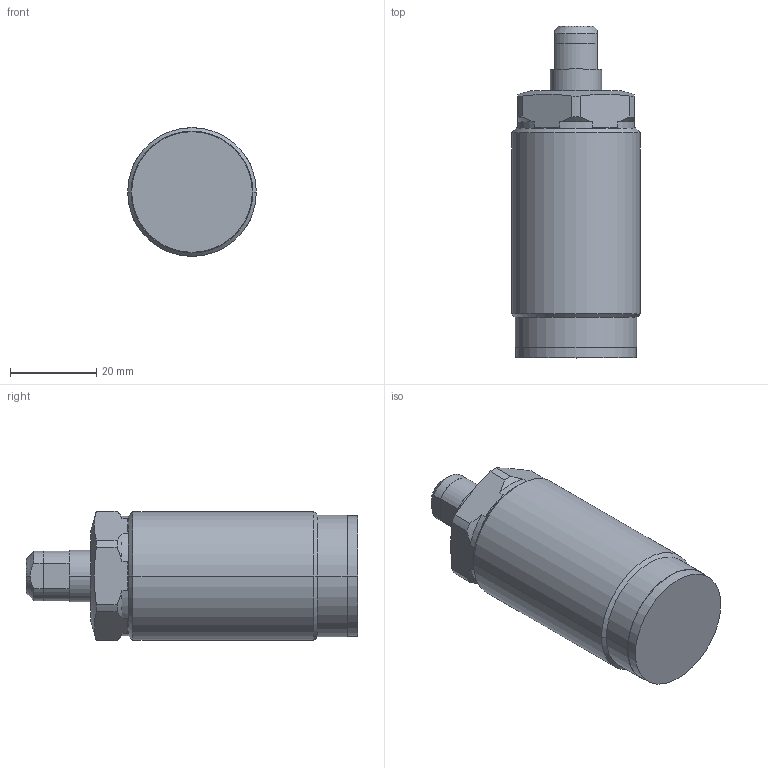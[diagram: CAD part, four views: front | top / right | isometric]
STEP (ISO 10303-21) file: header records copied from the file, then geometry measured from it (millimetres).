
FILE_DESCRIPTION((''),'2;1');
FILE_NAME('ILCML1041200L','2014-07-15T',('twa'),(''),'PRO/ENGINEER BY PARAMETRIC TECHNOLOGY CORPORATION, 2013320','PRO/ENGINEER BY PARAMETRIC TECHNOLOGY CORPORATION, 2013320','');
FILE_SCHEMA(('AUTOMOTIVE_DESIGN { 1 0 10303 214 1 1 1 1 }'));
Length unit declared in the file: millimetre
Products named in the file (1): ILCML1041200L
Bounding box: 29.85 x 77 x 29.99 mm (x, y, z)
Volume: 43212.1 mm3; surface area: 7498.2 mm2
Topology: 1 solids, 1 shells, 59 faces, 150 edges, 96 vertices
Faces by surface type: plane 25, cylinder 20, cone 14
Entity records: 2384 total; most frequent: CARTESIAN_POINT 435, DIRECTION 304, ORIENTED_EDGE 300, PRESENTATION_STYLE_ASSIGNMENT 151, STYLED_ITEM 151, CURVE_STYLE 150, EDGE_CURVE 150, AXIS2_PLACEMENT_3D 119
